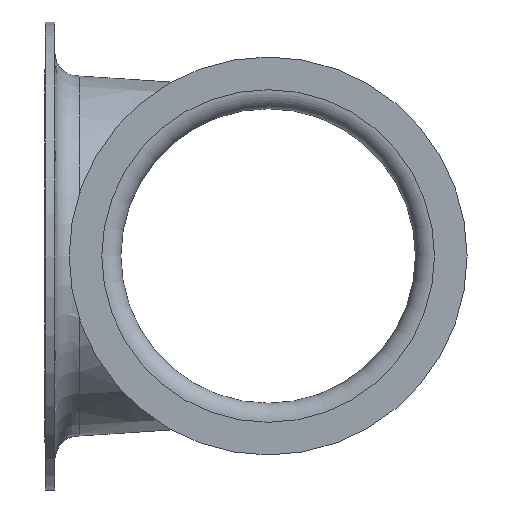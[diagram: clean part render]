
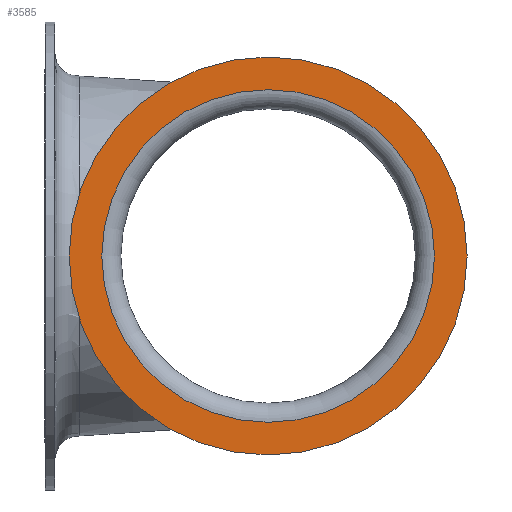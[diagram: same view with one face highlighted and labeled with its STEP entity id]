
A CAD part, left-side view. The second image highlights one B-rep face of the part: STEP entity #3585.
In plain terms, the highlighted planar face has unit normal (-1, 0, 0).
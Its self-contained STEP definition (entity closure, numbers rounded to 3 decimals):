
#128=PLANE('',#3835);
#722=FACE_BOUND('',#1191,.T.);
#949=FACE_OUTER_BOUND('',#1190,.T.);
#1190=EDGE_LOOP('',(#3128));
#1191=EDGE_LOOP('',(#3129));
#1399=CIRCLE('',#3834,104.5);
#1400=CIRCLE('',#3836,125.);
#1719=VERTEX_POINT('',#8065);
#1720=VERTEX_POINT('',#8068);
#2195=EDGE_CURVE('',#1719,#1719,#1399,.T.);
#2196=EDGE_CURVE('',#1720,#1720,#1400,.T.);
#3128=ORIENTED_EDGE('',*,*,#2196,.F.);
#3129=ORIENTED_EDGE('',*,*,#2195,.T.);
#3585=ADVANCED_FACE('',(#949,#722),#128,.T.);
#3834=AXIS2_PLACEMENT_3D('',#8066,#4589,#4590);
#3835=AXIS2_PLACEMENT_3D('',#8067,#4591,#4592);
#3836=AXIS2_PLACEMENT_3D('',#8069,#4593,#4594);
#4589=DIRECTION('center_axis',(1.,0.,0.));
#4590=DIRECTION('ref_axis',(0.,0.,-1.));
#4591=DIRECTION('center_axis',(-1.,0.,0.));
#4592=DIRECTION('ref_axis',(0.,0.,1.));
#4593=DIRECTION('center_axis',(1.,0.,0.));
#4594=DIRECTION('ref_axis',(0.,0.,-1.));
#8065=CARTESIAN_POINT('',(-167.5,104.5,0.));
#8066=CARTESIAN_POINT('Origin',(-167.5,0.,0.));
#8067=CARTESIAN_POINT('Origin',(-167.5,125.,0.));
#8068=CARTESIAN_POINT('',(-167.5,125.,0.));
#8069=CARTESIAN_POINT('Origin',(-167.5,0.,0.));
